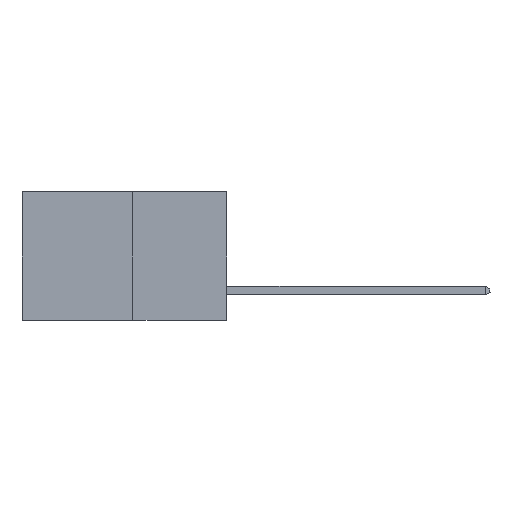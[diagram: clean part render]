
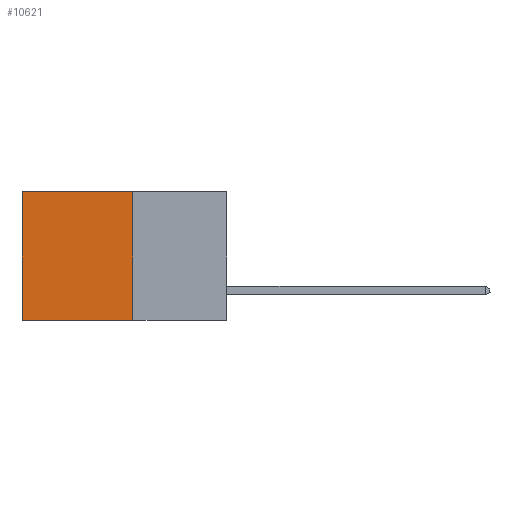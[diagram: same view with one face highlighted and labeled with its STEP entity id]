
A CAD part, left-side view. The second image highlights one B-rep face of the part: STEP entity #10621.
In plain terms, the highlighted planar face has unit normal (-1, 0, 0).
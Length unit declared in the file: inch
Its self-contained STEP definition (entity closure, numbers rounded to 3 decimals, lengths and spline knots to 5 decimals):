
#317 = DIRECTION ( 'NONE',  ( 0., 1., 0. ) ) ;
#993 = LINE ( 'NONE', #14959, #7126 ) ;
#1165 = DIRECTION ( 'NONE',  ( 0., 0., -1. ) ) ;
#1178 = CARTESIAN_POINT ( 'NONE',  ( 0.277, 0.27, -0.37 ) ) ;
#2353 = CARTESIAN_POINT ( 'NONE',  ( 0.277, 0.27, -0.37 ) ) ;
#2421 = DIRECTION ( 'NONE',  ( 0., 1., 0. ) ) ;
#2743 = CARTESIAN_POINT ( 'NONE',  ( 0.277, 0.27, -0.37 ) ) ;
#3515 = EDGE_LOOP ( 'NONE', ( #14564, #13800, #14677, #8539 ) ) ;
#4096 = CARTESIAN_POINT ( 'NONE',  ( 0.277, 0.27, 0. ) ) ;
#5191 = DIRECTION ( 'NONE',  ( 1., 0., 0. ) ) ;
#5466 = EDGE_CURVE ( 'NONE', #13603, #12239, #10283, .T. ) ;
#5544 = DIRECTION ( 'NONE',  ( 0., 0., -1. ) ) ;
#6257 = VECTOR ( 'NONE', #2421, 39.37008 ) ;
#6764 = LINE ( 'NONE', #14086, #7163 ) ;
#7126 = VECTOR ( 'NONE', #317, 39.37008 ) ;
#7163 = VECTOR ( 'NONE', #5544, 39.37008 ) ;
#7399 = VERTEX_POINT ( 'NONE', #4096 ) ;
#7612 = PLANE ( 'NONE',  #13849 ) ;
#7825 = VERTEX_POINT ( 'NONE', #11045 ) ;
#8539 = ORIENTED_EDGE ( 'NONE', *, *, #12697, .T. ) ;
#9281 = FACE_OUTER_BOUND ( 'NONE', #3515, .T. ) ;
#9282 = CARTESIAN_POINT ( 'NONE',  ( 0.277, 0.59, -0.37 ) ) ;
#10283 = LINE ( 'NONE', #1178, #6257 ) ;
#10621 = ADVANCED_FACE ( 'NONE', ( #9281 ), #7612, .F. ) ;
#11045 = CARTESIAN_POINT ( 'NONE',  ( 0.277, 0.59, 0. ) ) ;
#11099 = EDGE_CURVE ( 'NONE', #7825, #12239, #14972, .T. ) ;
#11469 = EDGE_CURVE ( 'NONE', #7399, #13603, #6764, .T. ) ;
#11791 = VECTOR ( 'NONE', #1165, 39.37008 ) ;
#12239 = VERTEX_POINT ( 'NONE', #9282 ) ;
#12697 = EDGE_CURVE ( 'NONE', #7399, #7825, #993, .T. ) ;
#13603 = VERTEX_POINT ( 'NONE', #2353 ) ;
#13744 = DIRECTION ( 'NONE',  ( 0., 0., -1. ) ) ;
#13800 = ORIENTED_EDGE ( 'NONE', *, *, #5466, .F. ) ;
#13849 = AXIS2_PLACEMENT_3D ( 'NONE', #2743, #5191, #13744 ) ;
#14086 = CARTESIAN_POINT ( 'NONE',  ( 0.277, 0.27, -0.37 ) ) ;
#14564 = ORIENTED_EDGE ( 'NONE', *, *, #11099, .T. ) ;
#14677 = ORIENTED_EDGE ( 'NONE', *, *, #11469, .F. ) ;
#14959 = CARTESIAN_POINT ( 'NONE',  ( 0.277, 0.27, 0. ) ) ;
#14972 = LINE ( 'NONE', #15764, #11791 ) ;
#15764 = CARTESIAN_POINT ( 'NONE',  ( 0.277, 0.59, -0.37 ) ) ;
